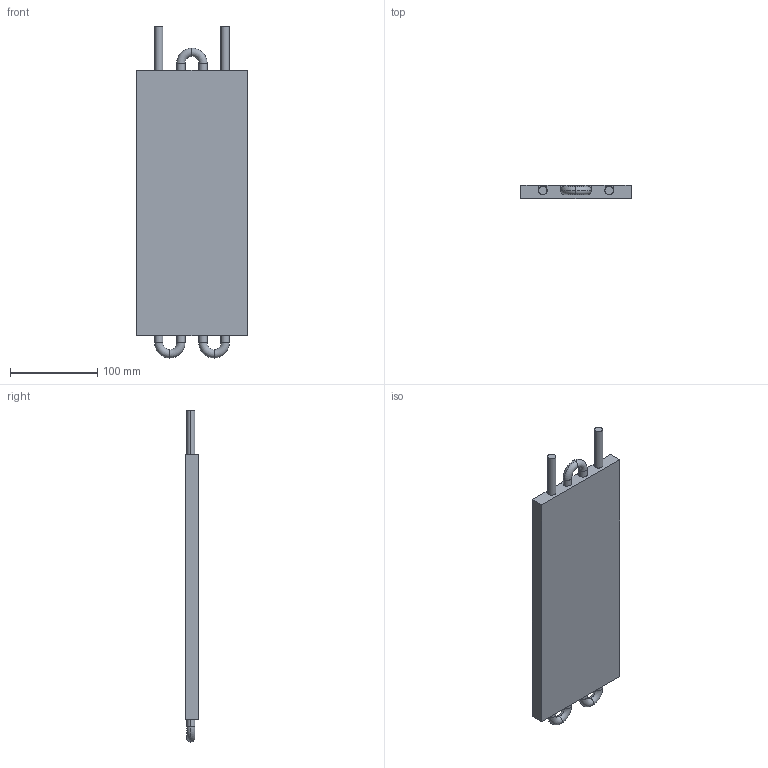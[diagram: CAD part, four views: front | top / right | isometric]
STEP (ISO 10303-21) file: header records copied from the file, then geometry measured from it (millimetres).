
FILE_DESCRIPTION (( 'STEP AP203' ), '1' );
FILE_NAME ('120961_rev1.STEP', '2016-04-18T19:41:54', ( 'krosswurm' ), ( '' ), 'SwSTEP 2.0', 'SolidWorks 2015', '' );
FILE_SCHEMA (( 'CONFIG_CONTROL_DESIGN' ));
Length unit declared in the file: millimetre
Products named in the file (4): 120966_rev1; 120961_rev1; 120386_rev1; B_epoxy_12L
Assembly tree (6 placements, depth 2):
  120961_rev1
    120966_rev1
    120386_rev1
    B_epoxy_12L  x4
Bounding box: 127 x 15.24 x 381 mm (x, y, z)
Volume: 603590.8 mm3; surface area: 195287 mm2
Topology: 6 solids, 6 shells, 92 faces, 214 edges, 134 vertices
Faces by surface type: plane 56, cylinder 24, torus 12
Entity records: 2446 total; most frequent: DIRECTION 374, CARTESIAN_POINT 335, ORIENTED_EDGE 320, EDGE_CURVE 160, AXIS2_PLACEMENT_3D 137, LINE 100, VECTOR 100, VERTEX_POINT 98
